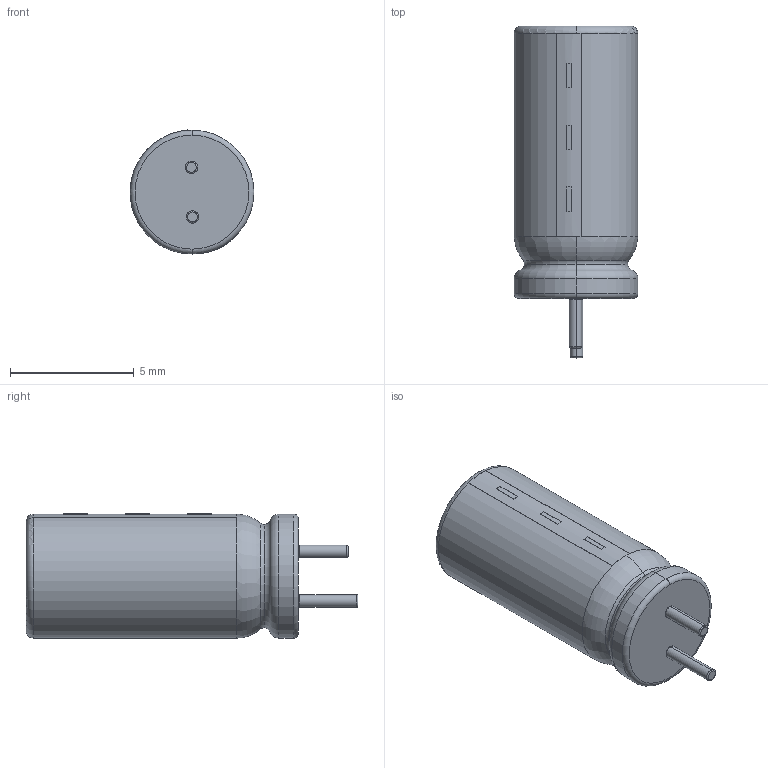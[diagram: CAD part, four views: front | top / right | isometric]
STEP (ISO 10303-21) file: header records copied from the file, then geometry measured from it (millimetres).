
FILE_DESCRIPTION (( 'STEP AP214' ), '1' );
FILE_NAME ('×°ÅäÌå2.STEP', '2014-02-12T01:52:41', ( 'BT_YANFB_XUJUNRAN' ), ( '' ), 'SwSTEP 2.0', 'SolidWorks 2010', '' );
FILE_SCHEMA (( 'AUTOMOTIVE_DESIGN' ));
Length unit declared in the file: millimetre
Products named in the file (4): 錨璃1; 錨璃2; 錨璃3; 蚾饜极2
Assembly tree (3 placements, depth 2):
  蚾饜极2
    錨璃3
    錨璃1
    錨璃2
Bounding box: 5 x 13.4 x 5.01 mm (x, y, z)
Volume: 212.4 mm3; surface area: 219.1 mm2
Topology: 3 solids, 3 shells, 220 faces, 567 edges, 370 vertices
Faces by surface type: plane 107, bspline 67, cylinder 26, torus 20
Entity records: 15785 total; most frequent: CARTESIAN_POINT 8368, ORIENTED_EDGE 1134, DIRECTION 803, EDGE_CURVE 567, VERTEX_POINT 370, AXIS2_PLACEMENT_3D 307, EDGE_LOOP 237, UNCERTAINTY_MEASURE_WITH_UNIT 230
